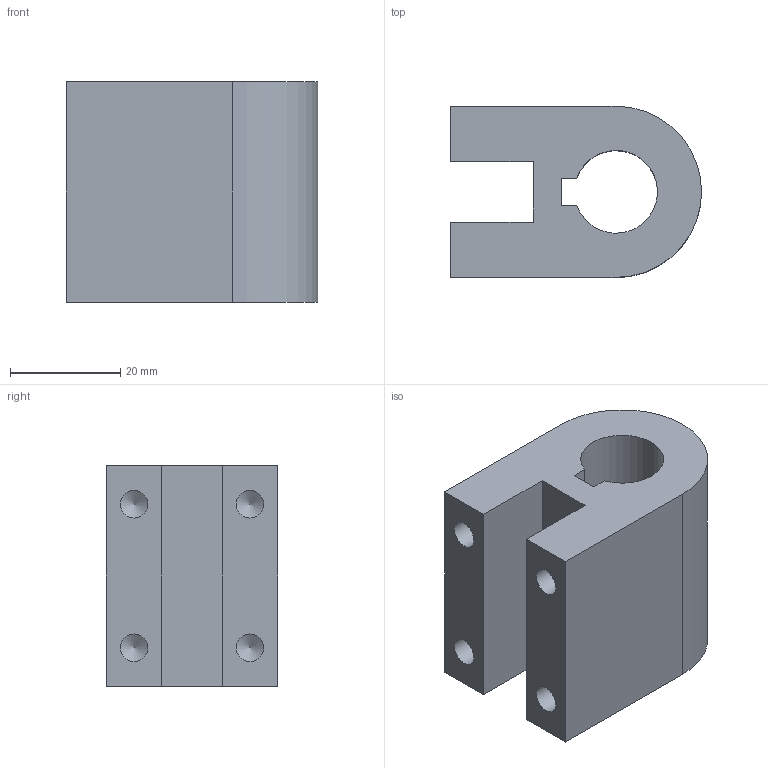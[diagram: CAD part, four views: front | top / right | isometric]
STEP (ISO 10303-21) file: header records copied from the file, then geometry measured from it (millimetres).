
FILE_DESCRIPTION (( 'STEP AP214' ), '1' );
FILE_NAME ('BRAS-USI-008A-fixation cloche.STEP', '2023-09-22T06:02:14', ( '' ), ( '' ), 'SwSTEP 2.0', 'SolidWorks 2021', '' );
FILE_SCHEMA (( 'AUTOMOTIVE_DESIGN' ));
Length unit declared in the file: millimetre
Products named in the file (1): BRAS-USI-008A-fixation cloche
Bounding box: 45.5 x 31 x 40 mm (x, y, z)
Volume: 36764 mm3; surface area: 11875.3 mm2
Topology: 1 solids, 1 shells, 22 faces, 56 edges, 36 vertices
Faces by surface type: plane 12, cylinder 6, cone 4
Full cylindrical faces by diameter (mm): 5 x4
Entity records: 666 total; most frequent: DIRECTION 102, CARTESIAN_POINT 99, ORIENTED_EDGE 88, EDGE_CURVE 44, AXIS2_PLACEMENT_3D 35, VERTEX_POINT 32, LINE 32, EDGE_LOOP 32
